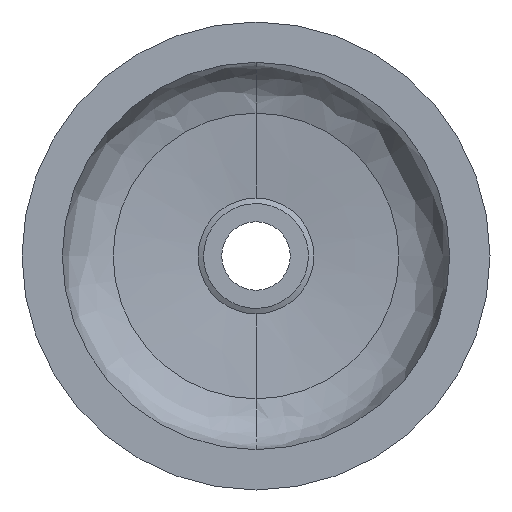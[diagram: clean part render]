
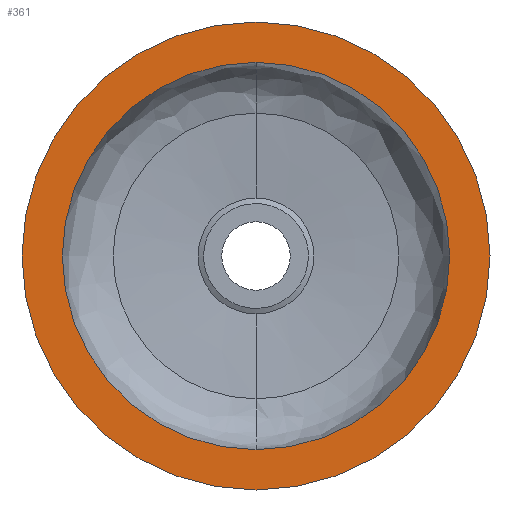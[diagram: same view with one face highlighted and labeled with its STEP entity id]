
A CAD part, front view. The second image highlights one B-rep face of the part: STEP entity #361.
In plain terms, the highlighted planar face has unit normal (0, -1, 0).
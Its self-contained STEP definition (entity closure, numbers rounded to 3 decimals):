
#16 = VERTEX_POINT ( 'NONE', #511 ) ;
#21 = CIRCLE ( 'NONE', #26, 29. ) ;
#22 = DIRECTION ( 'NONE',  ( 0., 1., 0. ) ) ;
#26 = AXIS2_PLACEMENT_3D ( 'NONE', #218, #368, #108 ) ;
#49 = FACE_OUTER_BOUND ( 'NONE', #497, .T. ) ;
#66 = FACE_BOUND ( 'NONE', #618, .T. ) ;
#108 = DIRECTION ( 'NONE',  ( 0., 0., 1. ) ) ;
#123 = DIRECTION ( 'NONE',  ( 0., 0., 1. ) ) ;
#125 = DIRECTION ( 'NONE',  ( 0., -1., 0. ) ) ;
#126 = AXIS2_PLACEMENT_3D ( 'NONE', #483, #125, #123 ) ;
#130 = ORIENTED_EDGE ( 'NONE', *, *, #576, .F. ) ;
#151 = EDGE_CURVE ( 'NONE', #572, #16, #419, .T. ) ;
#163 = CIRCLE ( 'NONE', #126, 24. ) ;
#170 = CARTESIAN_POINT ( 'NONE',  ( 0., 0., -29. ) ) ;
#176 = DIRECTION ( 'NONE',  ( 0., 0., 1. ) ) ;
#218 = CARTESIAN_POINT ( 'NONE',  ( 0., 0., 0. ) ) ;
#230 = DIRECTION ( 'NONE',  ( 0., 0., 1. ) ) ;
#240 = AXIS2_PLACEMENT_3D ( 'NONE', #421, #22, #176 ) ;
#252 = PLANE ( 'NONE',  #397 ) ;
#269 = CIRCLE ( 'NONE', #240, 29. ) ;
#275 = AXIS2_PLACEMENT_3D ( 'NONE', #583, #585, #230 ) ;
#336 = CARTESIAN_POINT ( 'NONE',  ( 0., 0., 29. ) ) ;
#361 = ADVANCED_FACE ( 'NONE', ( #66, #49 ), #252, .F. ) ;
#364 = ORIENTED_EDGE ( 'NONE', *, *, #151, .F. ) ;
#368 = DIRECTION ( 'NONE',  ( 0., 1., 0. ) ) ;
#397 = AXIS2_PLACEMENT_3D ( 'NONE', #557, #620, #448 ) ;
#419 = CIRCLE ( 'NONE', #275, 24. ) ;
#421 = CARTESIAN_POINT ( 'NONE',  ( 0., 0., 0. ) ) ;
#448 = DIRECTION ( 'NONE',  ( 0., 0., 1. ) ) ;
#462 = VERTEX_POINT ( 'NONE', #170 ) ;
#472 = EDGE_CURVE ( 'NONE', #590, #462, #21, .T. ) ;
#474 = CARTESIAN_POINT ( 'NONE',  ( 0., 0., -24. ) ) ;
#483 = CARTESIAN_POINT ( 'NONE',  ( 0., 0., 0. ) ) ;
#495 = ORIENTED_EDGE ( 'NONE', *, *, #472, .F. ) ;
#497 = EDGE_LOOP ( 'NONE', ( #495, #563 ) ) ;
#511 = CARTESIAN_POINT ( 'NONE',  ( 0., 0., 24. ) ) ;
#557 = CARTESIAN_POINT ( 'NONE',  ( 0., 0., 0. ) ) ;
#563 = ORIENTED_EDGE ( 'NONE', *, *, #623, .F. ) ;
#572 = VERTEX_POINT ( 'NONE', #474 ) ;
#576 = EDGE_CURVE ( 'NONE', #16, #572, #163, .T. ) ;
#583 = CARTESIAN_POINT ( 'NONE',  ( 0., 0., 0. ) ) ;
#585 = DIRECTION ( 'NONE',  ( 0., -1., 0. ) ) ;
#590 = VERTEX_POINT ( 'NONE', #336 ) ;
#618 = EDGE_LOOP ( 'NONE', ( #130, #364 ) ) ;
#620 = DIRECTION ( 'NONE',  ( 0., 1., 0. ) ) ;
#623 = EDGE_CURVE ( 'NONE', #462, #590, #269, .T. ) ;
